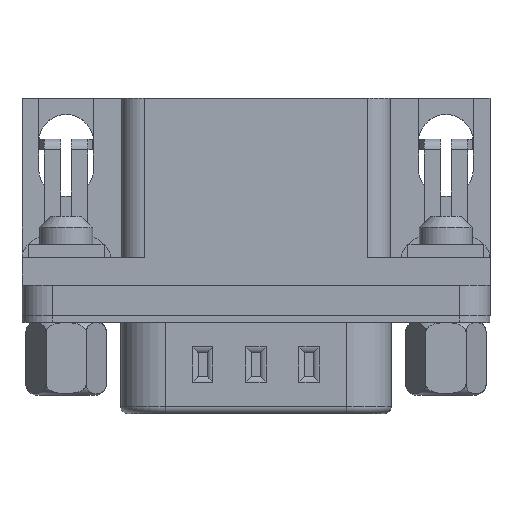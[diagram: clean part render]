
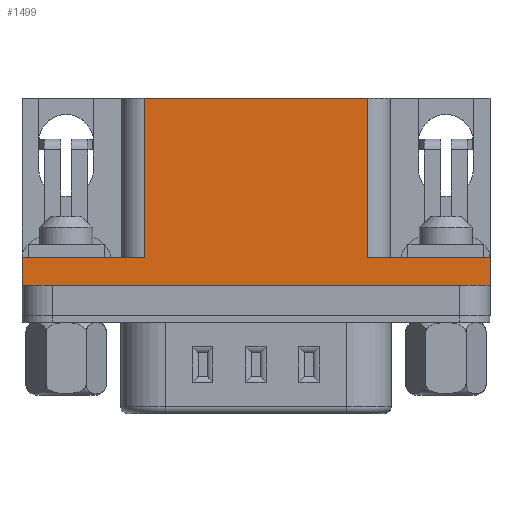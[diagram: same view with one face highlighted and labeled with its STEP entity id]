
A CAD part, top view. The second image highlights one B-rep face of the part: STEP entity #1499.
In plain terms, the highlighted planar face has unit normal (0, 0, 1).
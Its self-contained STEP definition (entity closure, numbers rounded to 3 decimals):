
#1499 = ADVANCED_FACE( '', ( #2929 ), #2930, .T. );
#2929 = FACE_OUTER_BOUND( '', #7885, .T. );
#2930 = PLANE( '', #7886 );
#7885 = EDGE_LOOP( '', ( #11610, #11611, #11612, #11613, #11614, #11615, #11616, #11617 ) );
#7886 = AXIS2_PLACEMENT_3D( '', #11618, #11619, #11620 );
#11610 = ORIENTED_EDGE( '', *, *, #12582, .T. );
#11611 = ORIENTED_EDGE( '', *, *, #12722, .T. );
#11612 = ORIENTED_EDGE( '', *, *, #11959, .T. );
#11613 = ORIENTED_EDGE( '', *, *, #13243, .F. );
#11614 = ORIENTED_EDGE( '', *, *, #12102, .F. );
#11615 = ORIENTED_EDGE( '', *, *, #12134, .T. );
#11616 = ORIENTED_EDGE( '', *, *, #12927, .F. );
#11617 = ORIENTED_EDGE( '', *, *, #12331, .T. );
#11618 = CARTESIAN_POINT( '', ( 15.405, -5.15, 4.25 ) );
#11619 = DIRECTION( '', ( 0., 0., 1. ) );
#11620 = DIRECTION( '', ( 1., 0., 0. ) );
#11959 = EDGE_CURVE( '', #13614, #13612, #13615, .T. );
#12102 = EDGE_CURVE( '', #13860, #13861, #13862, .T. );
#12134 = EDGE_CURVE( '', #13860, #13916, #13917, .T. );
#12331 = EDGE_CURVE( '', #14230, #14234, #14236, .T. );
#12582 = EDGE_CURVE( '', #14234, #14622, #14624, .T. );
#12722 = EDGE_CURVE( '', #14622, #13614, #14819, .T. );
#12927 = EDGE_CURVE( '', #14230, #13916, #15089, .T. );
#13243 = EDGE_CURVE( '', #13861, #13612, #15454, .T. );
#13612 = VERTEX_POINT( '', #16042 );
#13614 = VERTEX_POINT( '', #16045 );
#13615 = LINE( '', #16046, #16047 );
#13860 = VERTEX_POINT( '', #16583 );
#13861 = VERTEX_POINT( '', #16584 );
#13862 = LINE( '', #16585, #16586 );
#13916 = VERTEX_POINT( '', #16656 );
#13917 = LINE( '', #16657, #16658 );
#14230 = VERTEX_POINT( '', #17145 );
#14234 = VERTEX_POINT( '', #17150 );
#14236 = LINE( '', #17152, #17153 );
#14622 = VERTEX_POINT( '', #17779 );
#14624 = LINE( '', #17781, #17782 );
#14819 = LINE( '', #18239, #18240 );
#15089 = LINE( '', #18856, #18857 );
#15454 = LINE( '', #19437, #19438 );
#16042 = CARTESIAN_POINT( '', ( -15.405, -3.35, 4.25 ) );
#16045 = CARTESIAN_POINT( '', ( -7.35, -3.35, 4.25 ) );
#16046 = CARTESIAN_POINT( '', ( -8.85, -3.35, 4.25 ) );
#16047 = VECTOR( '', #19677, 1000. );
#16583 = CARTESIAN_POINT( '', ( 15.405, -5.15, 4.25 ) );
#16584 = CARTESIAN_POINT( '', ( -15.405, -5.15, 4.25 ) );
#16585 = CARTESIAN_POINT( '', ( 15.405, -5.15, 4.25 ) );
#16586 = VECTOR( '', #19825, 1000. );
#16656 = CARTESIAN_POINT( '', ( 15.405, -3.35, 4.25 ) );
#16657 = CARTESIAN_POINT( '', ( 15.405, -5.15, 4.25 ) );
#16658 = VECTOR( '', #19866, 1000. );
#17145 = CARTESIAN_POINT( '', ( 7.35, -3.35, 4.25 ) );
#17150 = CARTESIAN_POINT( '', ( 7.35, 7.15, 4.25 ) );
#17152 = CARTESIAN_POINT( '', ( 7.35, 7.15, 4.25 ) );
#17153 = VECTOR( '', #20060, 1000. );
#17779 = CARTESIAN_POINT( '', ( -7.35, 7.15, 4.25 ) );
#17781 = CARTESIAN_POINT( '', ( 15.405, 7.15, 4.25 ) );
#17782 = VECTOR( '', #20345, 1000. );
#18239 = CARTESIAN_POINT( '', ( -7.35, -3.35, 4.25 ) );
#18240 = VECTOR( '', #20486, 1000. );
#18856 = CARTESIAN_POINT( '', ( 8.85, -3.35, 4.25 ) );
#18857 = VECTOR( '', #20657, 1000. );
#19437 = CARTESIAN_POINT( '', ( -15.405, -5.15, 4.25 ) );
#19438 = VECTOR( '', #20886, 1000. );
#19677 = DIRECTION( '', ( -1., 0., 0. ) );
#19825 = DIRECTION( '', ( -1., 0., 0. ) );
#19866 = DIRECTION( '', ( 0., 1., 0. ) );
#20060 = DIRECTION( '', ( 0., 1., 0. ) );
#20345 = DIRECTION( '', ( -1., 0., 0. ) );
#20486 = DIRECTION( '', ( 0., -1., 0. ) );
#20657 = DIRECTION( '', ( 1., 0., 0. ) );
#20886 = DIRECTION( '', ( 0., 1., 0. ) );
